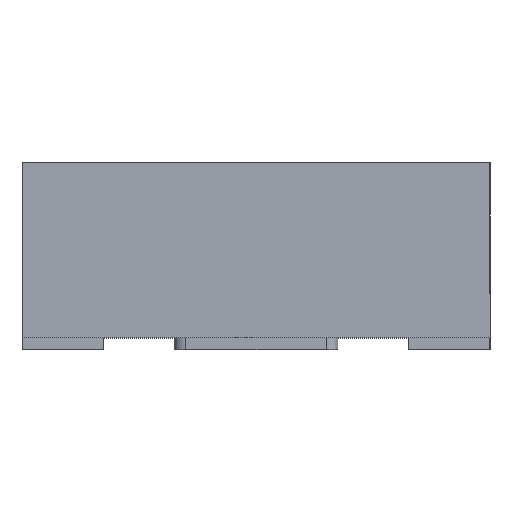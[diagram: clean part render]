
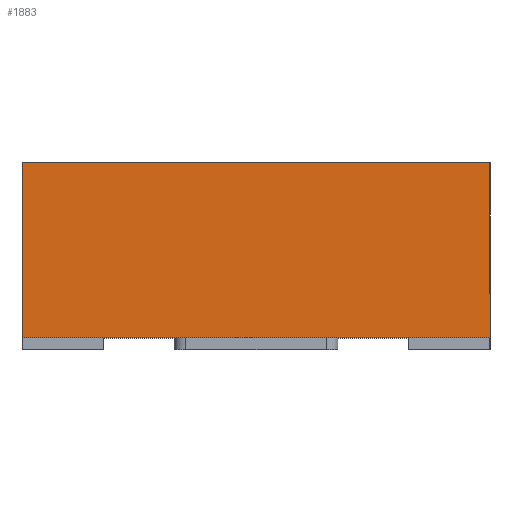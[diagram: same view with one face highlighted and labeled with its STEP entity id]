
A CAD part, top view. The second image highlights one B-rep face of the part: STEP entity #1883.
In plain terms, the highlighted planar face has unit normal (0, 0, 1).
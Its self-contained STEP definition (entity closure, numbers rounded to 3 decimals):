
#49 = EDGE_CURVE ( 'NONE', #2014, #2422, #1325, .T. ) ;
#99 = LINE ( 'NONE', #1270, #394 ) ;
#223 = EDGE_CURVE ( 'NONE', #2014, #378, #2383, .T. ) ;
#269 = CARTESIAN_POINT ( 'NONE',  ( -1., 0.8, 1. ) ) ;
#378 = VERTEX_POINT ( 'NONE', #687 ) ;
#394 = VECTOR ( 'NONE', #1639, 1000. ) ;
#521 = ORIENTED_EDGE ( 'NONE', *, *, #223, .T. ) ;
#606 = CARTESIAN_POINT ( 'NONE',  ( 1., 4.428, 1. ) ) ;
#616 = DIRECTION ( 'NONE',  ( 0., -1., 0. ) ) ;
#687 = CARTESIAN_POINT ( 'NONE',  ( -1., 0.05, 1. ) ) ;
#780 = FACE_OUTER_BOUND ( 'NONE', #1670, .T. ) ;
#791 = DIRECTION ( 'NONE',  ( 0., 0., -1. ) ) ;
#829 = CARTESIAN_POINT ( 'NONE',  ( -1., 4.428, 1. ) ) ;
#1020 = CARTESIAN_POINT ( 'NONE',  ( 1., 0.8, 1. ) ) ;
#1122 = ORIENTED_EDGE ( 'NONE', *, *, #1710, .T. ) ;
#1270 = CARTESIAN_POINT ( 'NONE',  ( -1., 0.05, 1. ) ) ;
#1324 = VECTOR ( 'NONE', #2301, 1000. ) ;
#1325 = LINE ( 'NONE', #1530, #1766 ) ;
#1332 = ORIENTED_EDGE ( 'NONE', *, *, #49, .F. ) ;
#1373 = DIRECTION ( 'NONE',  ( -1., 0., 0. ) ) ;
#1418 = ORIENTED_EDGE ( 'NONE', *, *, #2247, .F. ) ;
#1530 = CARTESIAN_POINT ( 'NONE',  ( -1., 0.8, 1. ) ) ;
#1577 = PLANE ( 'NONE',  #2482 ) ;
#1622 = CARTESIAN_POINT ( 'NONE',  ( -1., 4.428, 1. ) ) ;
#1639 = DIRECTION ( 'NONE',  ( 1., 0., 0. ) ) ;
#1670 = EDGE_LOOP ( 'NONE', ( #1332, #521, #1122, #1418 ) ) ;
#1710 = EDGE_CURVE ( 'NONE', #378, #2184, #99, .T. ) ;
#1766 = VECTOR ( 'NONE', #2089, 1000. ) ;
#1883 = ADVANCED_FACE ( 'NONE', ( #780 ), #1577, .F. ) ;
#1911 = CARTESIAN_POINT ( 'NONE',  ( 1., 0.05, 1. ) ) ;
#1923 = VECTOR ( 'NONE', #616, 1000. ) ;
#2014 = VERTEX_POINT ( 'NONE', #269 ) ;
#2089 = DIRECTION ( 'NONE',  ( 1., 0., 0. ) ) ;
#2184 = VERTEX_POINT ( 'NONE', #1911 ) ;
#2247 = EDGE_CURVE ( 'NONE', #2422, #2184, #2310, .T. ) ;
#2301 = DIRECTION ( 'NONE',  ( 0., -1., 0. ) ) ;
#2310 = LINE ( 'NONE', #606, #1324 ) ;
#2383 = LINE ( 'NONE', #1622, #1923 ) ;
#2422 = VERTEX_POINT ( 'NONE', #1020 ) ;
#2482 = AXIS2_PLACEMENT_3D ( 'NONE', #829, #791, #1373 ) ;
